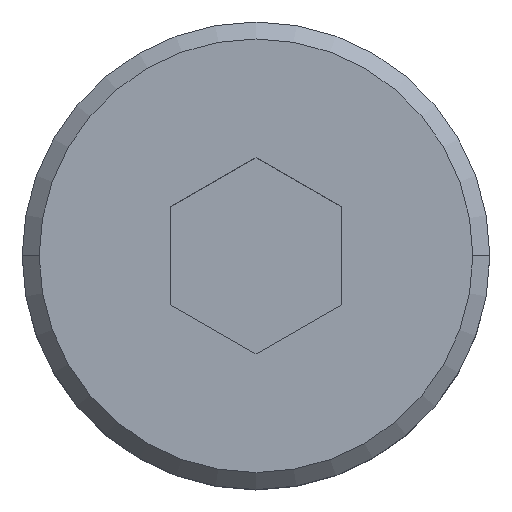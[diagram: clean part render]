
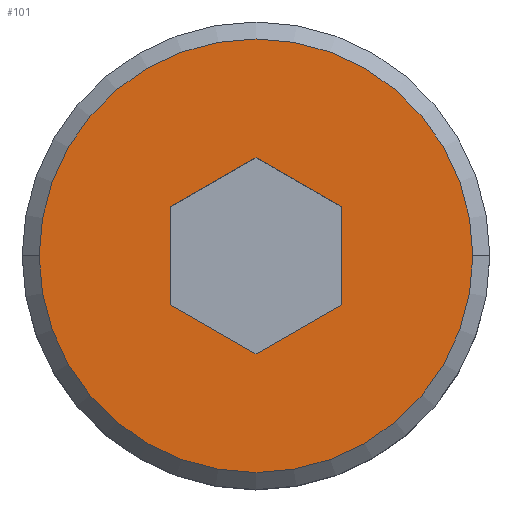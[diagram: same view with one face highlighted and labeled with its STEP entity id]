
A CAD part, top view. The second image highlights one B-rep face of the part: STEP entity #101.
In plain terms, the highlighted planar face has unit normal (0, 0, 1).
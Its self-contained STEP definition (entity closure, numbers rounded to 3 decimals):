
#27 = CARTESIAN_POINT ( 'NONE',  ( 0., 0., 3. ) ) ;
#38 = EDGE_CURVE ( 'NONE', #491, #295, #329, .T. ) ;
#39 = EDGE_LOOP ( 'NONE', ( #528, #233 ) ) ;
#40 = CARTESIAN_POINT ( 'NONE',  ( -2.55, 0., 3. ) ) ;
#50 = LINE ( 'NONE', #224, #278 ) ;
#51 = VERTEX_POINT ( 'NONE', #452 ) ;
#64 = DIRECTION ( 'NONE',  ( 1., 0., 0. ) ) ;
#68 = ORIENTED_EDGE ( 'NONE', *, *, #345, .F. ) ;
#72 = DIRECTION ( 'NONE',  ( 0., 0., 1. ) ) ;
#79 = DIRECTION ( 'NONE',  ( 0.866, 0.5, 0. ) ) ;
#88 = LINE ( 'NONE', #120, #471 ) ;
#101 = ADVANCED_FACE ( 'NONE', ( #458, #106 ), #334, .T. ) ;
#106 = FACE_BOUND ( 'NONE', #479, .T. ) ;
#115 = AXIS2_PLACEMENT_3D ( 'NONE', #472, #72, #203 ) ;
#120 = CARTESIAN_POINT ( 'NONE',  ( 1., -0.577, 3. ) ) ;
#131 = CARTESIAN_POINT ( 'NONE',  ( 0., 1.155, 3. ) ) ;
#142 = EDGE_CURVE ( 'NONE', #470, #273, #236, .T. ) ;
#148 = VECTOR ( 'NONE', #248, 1000. ) ;
#155 = LINE ( 'NONE', #339, #211 ) ;
#160 = DIRECTION ( 'NONE',  ( 0., 0., 1. ) ) ;
#176 = EDGE_CURVE ( 'NONE', #51, #448, #544, .T. ) ;
#199 = ORIENTED_EDGE ( 'NONE', *, *, #206, .F. ) ;
#203 = DIRECTION ( 'NONE',  ( 1., 0., 0. ) ) ;
#206 = EDGE_CURVE ( 'NONE', #305, #491, #506, .T. ) ;
#211 = VECTOR ( 'NONE', #509, 1000. ) ;
#224 = CARTESIAN_POINT ( 'NONE',  ( -1., -0.577, 3. ) ) ;
#225 = EDGE_CURVE ( 'NONE', #350, #305, #155, .T. ) ;
#233 = ORIENTED_EDGE ( 'NONE', *, *, #142, .T. ) ;
#236 = CIRCLE ( 'NONE', #459, 2.55 ) ;
#240 = EDGE_CURVE ( 'NONE', #273, #470, #541, .T. ) ;
#242 = DIRECTION ( 'NONE',  ( 0., 0., 1. ) ) ;
#248 = DIRECTION ( 'NONE',  ( -0.866, -0.5, 0. ) ) ;
#268 = DIRECTION ( 'NONE',  ( 0., 1., 0. ) ) ;
#269 = ORIENTED_EDGE ( 'NONE', *, *, #38, .F. ) ;
#273 = VERTEX_POINT ( 'NONE', #40 ) ;
#278 = VECTOR ( 'NONE', #315, 1000. ) ;
#279 = DIRECTION ( 'NONE',  ( 0., -1., 0. ) ) ;
#280 = EDGE_CURVE ( 'NONE', #448, #350, #88, .T. ) ;
#288 = CARTESIAN_POINT ( 'NONE',  ( -1., 0.577, 3. ) ) ;
#295 = VERTEX_POINT ( 'NONE', #388 ) ;
#305 = VERTEX_POINT ( 'NONE', #131 ) ;
#315 = DIRECTION ( 'NONE',  ( 0.866, -0.5, 0. ) ) ;
#329 = LINE ( 'NONE', #288, #450 ) ;
#333 = AXIS2_PLACEMENT_3D ( 'NONE', #413, #160, #555 ) ;
#334 = PLANE ( 'NONE',  #333 ) ;
#336 = CARTESIAN_POINT ( 'NONE',  ( 0., -1.155, 3. ) ) ;
#339 = CARTESIAN_POINT ( 'NONE',  ( 1., 0.577, 3. ) ) ;
#345 = EDGE_CURVE ( 'NONE', #295, #51, #50, .T. ) ;
#347 = ORIENTED_EDGE ( 'NONE', *, *, #225, .F. ) ;
#350 = VERTEX_POINT ( 'NONE', #392 ) ;
#366 = CARTESIAN_POINT ( 'NONE',  ( 1., -0.577, 3. ) ) ;
#388 = CARTESIAN_POINT ( 'NONE',  ( -1., -0.577, 3. ) ) ;
#392 = CARTESIAN_POINT ( 'NONE',  ( 1., 0.577, 3. ) ) ;
#413 = CARTESIAN_POINT ( 'NONE',  ( 0., 0., 3. ) ) ;
#417 = CARTESIAN_POINT ( 'NONE',  ( 0., 1.155, 3. ) ) ;
#448 = VERTEX_POINT ( 'NONE', #366 ) ;
#450 = VECTOR ( 'NONE', #279, 1000. ) ;
#452 = CARTESIAN_POINT ( 'NONE',  ( 0., -1.155, 3. ) ) ;
#458 = FACE_OUTER_BOUND ( 'NONE', #39, .T. ) ;
#459 = AXIS2_PLACEMENT_3D ( 'NONE', #27, #242, #64 ) ;
#467 = ORIENTED_EDGE ( 'NONE', *, *, #280, .F. ) ;
#470 = VERTEX_POINT ( 'NONE', #497 ) ;
#471 = VECTOR ( 'NONE', #268, 1000. ) ;
#472 = CARTESIAN_POINT ( 'NONE',  ( 0., 0., 3. ) ) ;
#473 = ORIENTED_EDGE ( 'NONE', *, *, #176, .F. ) ;
#479 = EDGE_LOOP ( 'NONE', ( #347, #467, #473, #68, #269, #199 ) ) ;
#491 = VERTEX_POINT ( 'NONE', #500 ) ;
#497 = CARTESIAN_POINT ( 'NONE',  ( 2.55, 0., 3. ) ) ;
#500 = CARTESIAN_POINT ( 'NONE',  ( -1., 0.577, 3. ) ) ;
#506 = LINE ( 'NONE', #417, #148 ) ;
#509 = DIRECTION ( 'NONE',  ( -0.866, 0.5, 0. ) ) ;
#511 = VECTOR ( 'NONE', #79, 1000. ) ;
#528 = ORIENTED_EDGE ( 'NONE', *, *, #240, .T. ) ;
#541 = CIRCLE ( 'NONE', #115, 2.55 ) ;
#544 = LINE ( 'NONE', #336, #511 ) ;
#555 = DIRECTION ( 'NONE',  ( 1., 0., 0. ) ) ;
